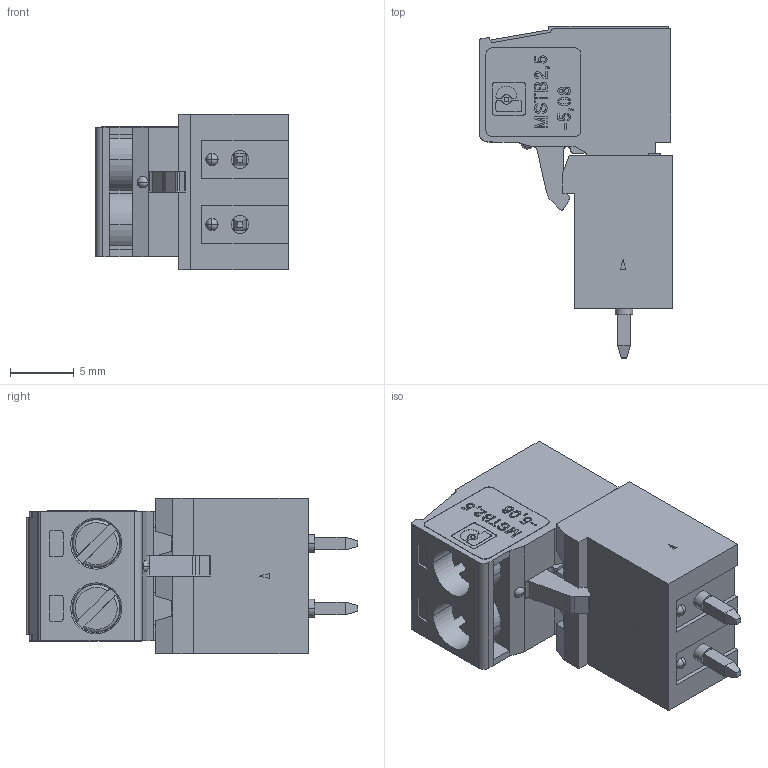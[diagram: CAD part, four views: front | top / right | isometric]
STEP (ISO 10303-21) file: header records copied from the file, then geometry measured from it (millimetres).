
FILE_DESCRIPTION (( 'STEP AP214' ), '1' );
FILE_NAME ('1755736+1757019.STEP', '2019-01-31T10:28:57', ( '' ), ( '' ), 'SwSTEP 2.0', 'SolidWorks 2018', '' );
FILE_SCHEMA (( 'AUTOMOTIVE_DESIGN' ));
Length unit declared in the file: millimetre
Products named in the file (1): 1755736+1757019
Bounding box: 15.13 x 26.02 x 12.16 mm (x, y, z)
Volume: 2206.2 mm3; surface area: 3127.2 mm2
Topology: 4 solids, 4 shells, 938 faces, 2569 edges, 1687 vertices
Faces by surface type: plane 783, cylinder 121, cone 16, sphere 14, torus 4
Entity records: 40188 total; most frequent: CARTESIAN_POINT 5745, ORIENTED_EDGE 5134, DIRECTION 4751, EDGE_CURVE 2567, VECTOR 2217, LINE 2217, VERTEX_POINT 1687, AXIS2_PLACEMENT_3D 1267
